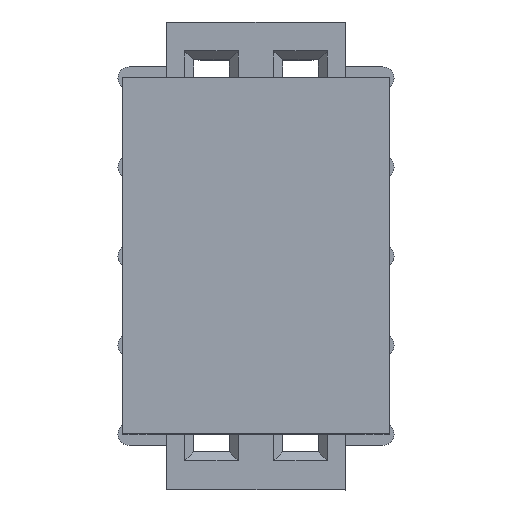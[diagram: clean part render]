
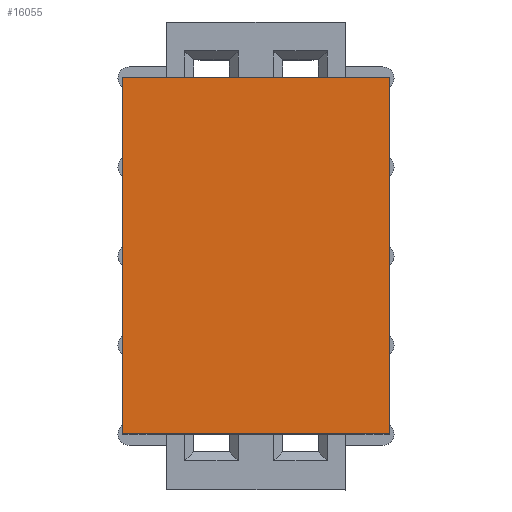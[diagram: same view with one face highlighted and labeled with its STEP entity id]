
A CAD part, top view. The second image highlights one B-rep face of the part: STEP entity #16055.
In plain terms, the highlighted planar face has unit normal (0, 0, 1).
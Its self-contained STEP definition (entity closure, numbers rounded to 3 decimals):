
#1469=LINE('',#26037,#3251);
#1499=LINE('',#26138,#3281);
#1500=LINE('',#26140,#3282);
#1501=LINE('',#26141,#3283);
#3251=VECTOR('',#20781,1000.);
#3281=VECTOR('',#20853,1000.);
#3282=VECTOR('',#20856,1000.);
#3283=VECTOR('',#20857,1000.);
#7068=ORIENTED_EDGE('',*,*,#10233,.T.);
#7069=ORIENTED_EDGE('',*,*,#10284,.F.);
#7070=ORIENTED_EDGE('',*,*,#10283,.F.);
#7071=ORIENTED_EDGE('',*,*,#10285,.T.);
#10233=EDGE_CURVE('',#12062,#12060,#1469,.T.);
#10283=EDGE_CURVE('',#12111,#12086,#1499,.T.);
#10284=EDGE_CURVE('',#12086,#12060,#1500,.T.);
#10285=EDGE_CURVE('',#12111,#12062,#1501,.T.);
#12060=VERTEX_POINT('',#26035);
#12062=VERTEX_POINT('',#26038);
#12086=VERTEX_POINT('',#26088);
#12111=VERTEX_POINT('',#26137);
#13656=EDGE_LOOP('',(#7068,#7069,#7070,#7071));
#14556=FACE_BOUND('',#13656,.T.);
#15240=PLANE('',#17438);
#16055=ADVANCED_FACE('',(#14556),#15240,.F.);
#17438=AXIS2_PLACEMENT_3D('',#26139,#20854,#20855);
#20781=DIRECTION('',(0.,1.,0.));
#20853=DIRECTION('',(0.,1.,0.));
#20854=DIRECTION('',(0.,0.,-1.));
#20855=DIRECTION('',(0.,1.,0.));
#20856=DIRECTION('',(1.,0.,0.));
#20857=DIRECTION('',(1.,0.,0.));
#26035=CARTESIAN_POINT('',(4.,3.,2.923));
#26037=CARTESIAN_POINT('',(4.,-3.,2.923));
#26038=CARTESIAN_POINT('',(4.,-3.,2.923));
#26088=CARTESIAN_POINT('',(-4.,3.,2.923));
#26137=CARTESIAN_POINT('',(-4.,-3.,2.923));
#26138=CARTESIAN_POINT('',(-4.,-3.,2.923));
#26139=CARTESIAN_POINT('',(-4.,-3.,2.923));
#26140=CARTESIAN_POINT('',(-4.,3.,2.923));
#26141=CARTESIAN_POINT('',(-4.,-3.,2.923));
